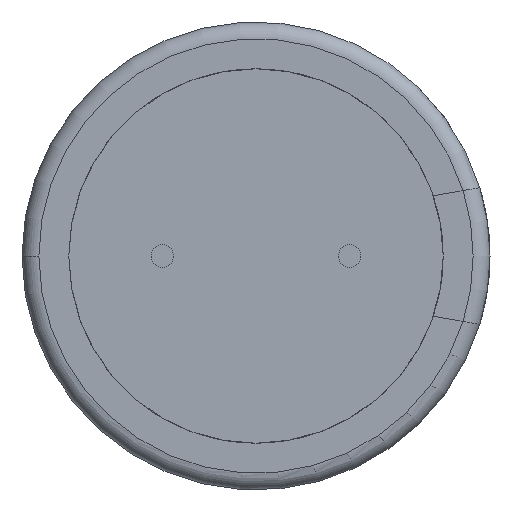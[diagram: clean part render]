
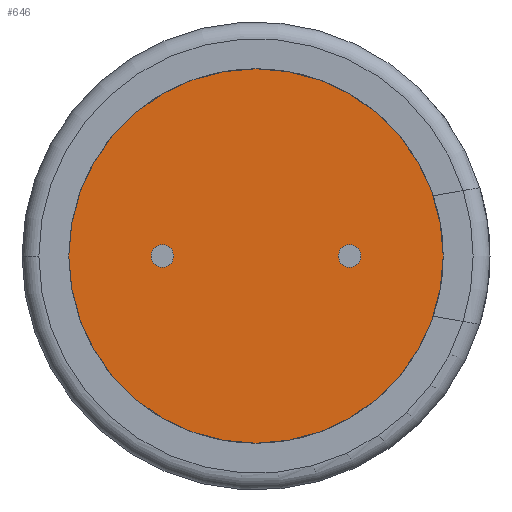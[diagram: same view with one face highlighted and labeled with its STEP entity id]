
A CAD part, front view. The second image highlights one B-rep face of the part: STEP entity #646.
In plain terms, the highlighted planar face has unit normal (0, -1, 0).
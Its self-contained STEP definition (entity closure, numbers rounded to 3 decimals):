
#99 = DIRECTION ( 'NONE',  ( 0., -1., 0. ) ) ;
#218 = FACE_OUTER_BOUND ( 'NONE', #2313, .T. ) ;
#233 = DIRECTION ( 'NONE',  ( -1., 0., 0. ) ) ;
#303 = VERTEX_POINT ( 'NONE', #2648 ) ;
#353 = CARTESIAN_POINT ( 'NONE',  ( -5., 0., 0. ) ) ;
#354 = CIRCLE ( 'NONE', #2587, 0.3 ) ;
#388 = FACE_BOUND ( 'NONE', #655, .T. ) ;
#408 = CARTESIAN_POINT ( 'NONE',  ( 0., 0., 0. ) ) ;
#438 = ORIENTED_EDGE ( 'NONE', *, *, #1167, .F. ) ;
#538 = EDGE_CURVE ( 'NONE', #1979, #1740, #1299, .T. ) ;
#633 = CIRCLE ( 'NONE', #783, 5. ) ;
#643 = DIRECTION ( 'NONE',  ( -1., 0., 0. ) ) ;
#646 = ADVANCED_FACE ( 'NONE', ( #1930, #388, #218 ), #975, .F. ) ;
#655 = EDGE_LOOP ( 'NONE', ( #1541, #2282 ) ) ;
#780 = CARTESIAN_POINT ( 'NONE',  ( -2.5, 0., 0. ) ) ;
#783 = AXIS2_PLACEMENT_3D ( 'NONE', #408, #2565, #643 ) ;
#821 = DIRECTION ( 'NONE',  ( -1., 0., 0. ) ) ;
#825 = CARTESIAN_POINT ( 'NONE',  ( -2.5, 0., -0.3 ) ) ;
#886 = AXIS2_PLACEMENT_3D ( 'NONE', #2460, #2274, #2726 ) ;
#964 = DIRECTION ( 'NONE',  ( -1., 0., 0. ) ) ;
#975 = PLANE ( 'NONE',  #886 ) ;
#989 = EDGE_CURVE ( 'NONE', #303, #1885, #633, .T. ) ;
#1032 = AXIS2_PLACEMENT_3D ( 'NONE', #1523, #1325, #233 ) ;
#1164 = DIRECTION ( 'NONE',  ( -1., 0., 0. ) ) ;
#1167 = EDGE_CURVE ( 'NONE', #1885, #303, #2612, .T. ) ;
#1204 = EDGE_CURVE ( 'NONE', #1879, #2209, #1527, .T. ) ;
#1299 = CIRCLE ( 'NONE', #1032, 0.3 ) ;
#1314 = ORIENTED_EDGE ( 'NONE', *, *, #989, .F. ) ;
#1325 = DIRECTION ( 'NONE',  ( 0., -1., 0. ) ) ;
#1342 = ORIENTED_EDGE ( 'NONE', *, *, #538, .F. ) ;
#1348 = EDGE_CURVE ( 'NONE', #2209, #1879, #2780, .T. ) ;
#1352 = DIRECTION ( 'NONE',  ( 0., 1., 0. ) ) ;
#1363 = EDGE_LOOP ( 'NONE', ( #1539, #1342 ) ) ;
#1390 = CARTESIAN_POINT ( 'NONE',  ( 0., 0., 0. ) ) ;
#1412 = AXIS2_PLACEMENT_3D ( 'NONE', #2223, #2666, #1164 ) ;
#1450 = AXIS2_PLACEMENT_3D ( 'NONE', #2531, #1451, #821 ) ;
#1451 = DIRECTION ( 'NONE',  ( 0., -1., 0. ) ) ;
#1523 = CARTESIAN_POINT ( 'NONE',  ( -2.5, 0., 0. ) ) ;
#1527 = CIRCLE ( 'NONE', #1412, 0.3 ) ;
#1539 = ORIENTED_EDGE ( 'NONE', *, *, #1830, .F. ) ;
#1541 = ORIENTED_EDGE ( 'NONE', *, *, #1348, .F. ) ;
#1740 = VERTEX_POINT ( 'NONE', #2467 ) ;
#1830 = EDGE_CURVE ( 'NONE', #1740, #1979, #354, .T. ) ;
#1879 = VERTEX_POINT ( 'NONE', #2060 ) ;
#1885 = VERTEX_POINT ( 'NONE', #353 ) ;
#1930 = FACE_BOUND ( 'NONE', #1363, .T. ) ;
#1979 = VERTEX_POINT ( 'NONE', #825 ) ;
#2060 = CARTESIAN_POINT ( 'NONE',  ( 2.5, 0., -0.3 ) ) ;
#2209 = VERTEX_POINT ( 'NONE', #2235 ) ;
#2223 = CARTESIAN_POINT ( 'NONE',  ( 2.5, 0., 0. ) ) ;
#2229 = DIRECTION ( 'NONE',  ( -1., 0., 0. ) ) ;
#2235 = CARTESIAN_POINT ( 'NONE',  ( 2.5, 0., 0.3 ) ) ;
#2274 = DIRECTION ( 'NONE',  ( 0., 1., 0. ) ) ;
#2282 = ORIENTED_EDGE ( 'NONE', *, *, #1204, .F. ) ;
#2313 = EDGE_LOOP ( 'NONE', ( #438, #1314 ) ) ;
#2460 = CARTESIAN_POINT ( 'NONE',  ( 0., 0., 0. ) ) ;
#2463 = AXIS2_PLACEMENT_3D ( 'NONE', #1390, #1352, #2229 ) ;
#2467 = CARTESIAN_POINT ( 'NONE',  ( -2.5, 0., 0.3 ) ) ;
#2531 = CARTESIAN_POINT ( 'NONE',  ( 2.5, 0., 0. ) ) ;
#2565 = DIRECTION ( 'NONE',  ( 0., 1., 0. ) ) ;
#2587 = AXIS2_PLACEMENT_3D ( 'NONE', #780, #99, #964 ) ;
#2612 = CIRCLE ( 'NONE', #2463, 5. ) ;
#2648 = CARTESIAN_POINT ( 'NONE',  ( 5., 0., 0. ) ) ;
#2666 = DIRECTION ( 'NONE',  ( 0., -1., 0. ) ) ;
#2726 = DIRECTION ( 'NONE',  ( -1., 0., 0. ) ) ;
#2780 = CIRCLE ( 'NONE', #1450, 0.3 ) ;
